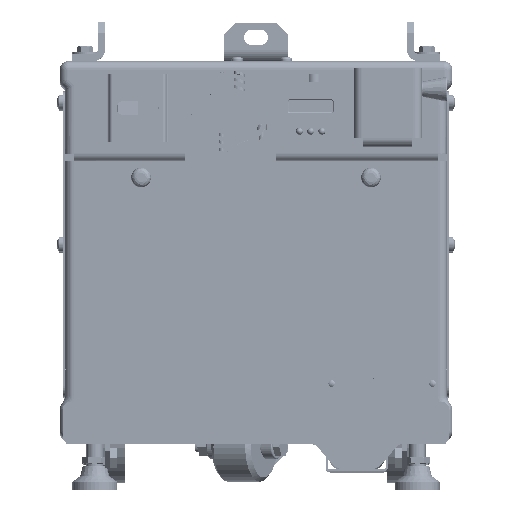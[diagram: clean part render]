
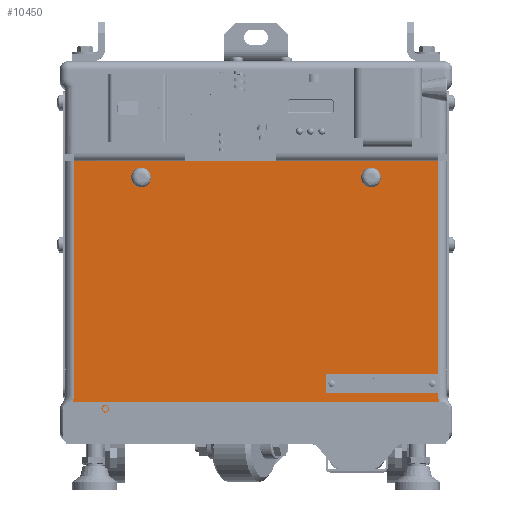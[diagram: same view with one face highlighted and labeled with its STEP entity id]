
A CAD part, top view. The second image highlights one B-rep face of the part: STEP entity #10450.
In plain terms, the highlighted planar face has unit normal (0, 0, 1).
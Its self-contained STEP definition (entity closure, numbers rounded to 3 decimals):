
#1838=DIRECTION('',(0.,1.,0.));
#1839=VECTOR('',#1838,168.196);
#1840=CARTESIAN_POINT('',(130.,30.804,295.));
#1841=LINE('',#1840,#1839);
#1851=CARTESIAN_POINT('',(82.,187.,295.));
#1852=DIRECTION('',(0.,0.,1.));
#1853=DIRECTION('',(0.,1.,0.));
#1854=AXIS2_PLACEMENT_3D('',#1851,#1852,#1853);
#1856=CARTESIAN_POINT('',(82.,187.,295.));
#1857=DIRECTION('',(0.,0.,1.));
#1858=DIRECTION('',(0.,-1.,0.));
#1859=AXIS2_PLACEMENT_3D('',#1856,#1857,#1858);
#1861=CARTESIAN_POINT('',(-82.,187.,295.));
#1862=DIRECTION('',(0.,0.,-1.));
#1863=DIRECTION('',(0.,1.,0.));
#1864=AXIS2_PLACEMENT_3D('',#1861,#1862,#1863);
#1866=CARTESIAN_POINT('',(-82.,187.,295.));
#1867=DIRECTION('',(0.,0.,-1.));
#1868=DIRECTION('',(0.,-1.,0.));
#1869=AXIS2_PLACEMENT_3D('',#1866,#1867,#1868);
#1871=CARTESIAN_POINT('',(54.,40.,295.));
#1872=DIRECTION('',(0.,0.,-1.));
#1873=DIRECTION('',(-1.,0.,0.));
#1874=AXIS2_PLACEMENT_3D('',#1871,#1872,#1873);
#1876=CARTESIAN_POINT('',(54.,40.,295.));
#1877=DIRECTION('',(0.,0.,-1.));
#1878=DIRECTION('',(1.,0.,0.));
#1879=AXIS2_PLACEMENT_3D('',#1876,#1877,#1878);
#1881=CARTESIAN_POINT('',(126.,40.,295.));
#1882=DIRECTION('',(0.,0.,-1.));
#1883=DIRECTION('',(-1.,0.,0.));
#1884=AXIS2_PLACEMENT_3D('',#1881,#1882,#1883);
#1886=CARTESIAN_POINT('',(126.,40.,295.));
#1887=DIRECTION('',(0.,0.,-1.));
#1888=DIRECTION('',(1.,0.,0.));
#1889=AXIS2_PLACEMENT_3D('',#1886,#1887,#1888);
#1891=CARTESIAN_POINT('',(-107.5,22.,295.));
#1892=DIRECTION('',(0.,0.,1.));
#1893=DIRECTION('',(1.,0.,0.));
#1894=AXIS2_PLACEMENT_3D('',#1891,#1892,#1893);
#1896=CARTESIAN_POINT('',(-107.5,22.,295.));
#1897=DIRECTION('',(0.,0.,1.));
#1898=DIRECTION('',(-1.,0.,0.));
#1899=AXIS2_PLACEMENT_3D('',#1896,#1897,#1898);
#1901=CARTESIAN_POINT('',(139.,30.804,295.));
#1902=DIRECTION('',(0.,0.,-1.));
#1903=DIRECTION('',(-0.866,-0.5,0.));
#1904=AXIS2_PLACEMENT_3D('',#1901,#1902,#1903);
#1906=DIRECTION('',(-0.5,0.866,0.));
#1907=VECTOR('',#1906,5.588);
#1908=CARTESIAN_POINT('',(134.,21.464,295.));
#1909=LINE('',#1908,#1907);
#1910=DIRECTION('',(0.,1.,0.));
#1911=VECTOR('',#1910,15.464);
#1912=CARTESIAN_POINT('',(134.,6.,295.));
#1913=LINE('',#1912,#1911);
#1914=DIRECTION('',(-1.,0.,0.));
#1915=VECTOR('',#1914,98.);
#1916=CARTESIAN_POINT('',(49.,6.,295.));
#1917=LINE('',#1916,#1915);
#1918=DIRECTION('',(0.,-1.,0.));
#1919=VECTOR('',#1918,15.464);
#1920=CARTESIAN_POINT('',(-134.,21.464,295.));
#1921=LINE('',#1920,#1919);
#1922=DIRECTION('',(-0.5,-0.866,0.));
#1923=VECTOR('',#1922,5.588);
#1924=CARTESIAN_POINT('',(-131.206,26.304,295.));
#1925=LINE('',#1924,#1923);
#1926=CARTESIAN_POINT('',(-139.,30.804,295.));
#1927=DIRECTION('',(0.,0.,-1.));
#1928=DIRECTION('',(1.,0.,0.));
#1929=AXIS2_PLACEMENT_3D('',#1926,#1927,#1928);
#1931=DIRECTION('',(1.,0.,0.));
#1932=VECTOR('',#1931,260.);
#1933=CARTESIAN_POINT('',(-130.,199.,295.));
#1934=LINE('',#1933,#1932);
#2904=DIRECTION('',(1.,0.,0.));
#2905=VECTOR('',#2904,85.);
#2906=CARTESIAN_POINT('',(-134.,6.,295.));
#2907=LINE('',#2906,#2905);
#2967=DIRECTION('',(1.,0.,0.));
#2968=VECTOR('',#2967,85.);
#2969=CARTESIAN_POINT('',(49.,6.,295.));
#2970=LINE('',#2969,#2968);
#4645=DIRECTION('',(0.,-1.,0.));
#4646=VECTOR('',#4645,168.196);
#4647=CARTESIAN_POINT('',(-130.,199.,295.));
#4648=LINE('',#4647,#4646);
#6779=CARTESIAN_POINT('',(82.,192.25,295.));
#6781=VERTEX_POINT('',#6779);
#6906=CARTESIAN_POINT('',(52.7,40.,295.));
#6908=VERTEX_POINT('',#6906);
#6910=CARTESIAN_POINT('',(55.3,40.,295.));
#6912=VERTEX_POINT('',#6910);
#6914=CARTESIAN_POINT('',(124.7,40.,295.));
#6916=VERTEX_POINT('',#6914);
#6918=CARTESIAN_POINT('',(127.3,40.,295.));
#6920=VERTEX_POINT('',#6918);
#7036=CARTESIAN_POINT('',(82.,181.75,295.));
#7037=VERTEX_POINT('',#7036);
#7042=CARTESIAN_POINT('',(-82.,192.25,295.));
#7043=VERTEX_POINT('',#7042);
#7044=CARTESIAN_POINT('',(-82.,181.75,295.));
#7045=VERTEX_POINT('',#7044);
#7354=CARTESIAN_POINT('',(-105.5,22.,295.));
#7355=CARTESIAN_POINT('',(-109.5,22.,295.));
#7356=VERTEX_POINT('',#7354);
#7357=VERTEX_POINT('',#7355);
#7695=CARTESIAN_POINT('',(130.,199.,295.));
#7697=VERTEX_POINT('',#7695);
#7704=CARTESIAN_POINT('',(-130.,199.,295.));
#7706=VERTEX_POINT('',#7704);
#7725=CARTESIAN_POINT('',(-134.,21.464,295.));
#7726=CARTESIAN_POINT('',(-134.,6.,295.));
#7727=VERTEX_POINT('',#7725);
#7728=VERTEX_POINT('',#7726);
#7731=CARTESIAN_POINT('',(-131.206,26.304,295.));
#7732=VERTEX_POINT('',#7731);
#7743=CARTESIAN_POINT('',(134.,6.,295.));
#7744=CARTESIAN_POINT('',(134.,21.464,295.));
#7745=VERTEX_POINT('',#7743);
#7746=VERTEX_POINT('',#7744);
#7753=CARTESIAN_POINT('',(131.206,26.304,295.));
#7754=VERTEX_POINT('',#7753);
#7761=CARTESIAN_POINT('',(49.,6.,295.));
#7762=CARTESIAN_POINT('',(-49.,6.,295.));
#7763=VERTEX_POINT('',#7761);
#7764=VERTEX_POINT('',#7762);
#7767=CARTESIAN_POINT('',(130.,30.804,295.));
#7768=VERTEX_POINT('',#7767);
#7769=CARTESIAN_POINT('',(-130.,30.804,295.));
#7770=VERTEX_POINT('',#7769);
#10390=CARTESIAN_POINT('',(0.,0.,295.));
#10391=DIRECTION('',(0.,0.,1.));
#10392=DIRECTION('',(1.,0.,0.));
#10393=AXIS2_PLACEMENT_3D('',#10390,#10391,#10392);
#10394=PLANE('',#10393);
#10395=ORIENTED_EDGE('',*,*,#10374,.F.);
#10397=ORIENTED_EDGE('',*,*,#10396,.F.);
#10399=ORIENTED_EDGE('',*,*,#10398,.F.);
#10401=ORIENTED_EDGE('',*,*,#10400,.F.);
#10403=ORIENTED_EDGE('',*,*,#10402,.F.);
#10405=ORIENTED_EDGE('',*,*,#10404,.T.);
#10407=ORIENTED_EDGE('',*,*,#10406,.F.);
#10409=ORIENTED_EDGE('',*,*,#10408,.F.);
#10411=ORIENTED_EDGE('',*,*,#10410,.F.);
#10413=ORIENTED_EDGE('',*,*,#10412,.F.);
#10415=ORIENTED_EDGE('',*,*,#10414,.F.);
#10417=ORIENTED_EDGE('',*,*,#10416,.T.);
#10418=EDGE_LOOP('',(#10395,#10397,#10399,#10401,#10403,#10405,#10407,#10409,
#10411,#10413,#10415,#10417));
#10419=FACE_OUTER_BOUND('',#10418,.F.);
#10421=ORIENTED_EDGE('',*,*,#10420,.T.);
#10423=ORIENTED_EDGE('',*,*,#10422,.T.);
#10424=EDGE_LOOP('',(#10421,#10423));
#10425=FACE_BOUND('',#10424,.F.);
#10427=ORIENTED_EDGE('',*,*,#10426,.F.);
#10429=ORIENTED_EDGE('',*,*,#10428,.F.);
#10430=EDGE_LOOP('',(#10427,#10429));
#10431=FACE_BOUND('',#10430,.F.);
#10433=ORIENTED_EDGE('',*,*,#10432,.F.);
#10435=ORIENTED_EDGE('',*,*,#10434,.F.);
#10436=EDGE_LOOP('',(#10433,#10435));
#10437=FACE_BOUND('',#10436,.F.);
#10439=ORIENTED_EDGE('',*,*,#10438,.F.);
#10441=ORIENTED_EDGE('',*,*,#10440,.F.);
#10442=EDGE_LOOP('',(#10439,#10441));
#10443=FACE_BOUND('',#10442,.F.);
#10445=ORIENTED_EDGE('',*,*,#10444,.T.);
#10447=ORIENTED_EDGE('',*,*,#10446,.T.);
#10448=EDGE_LOOP('',(#10445,#10447));
#10449=FACE_BOUND('',#10448,.F.);
#10450=ADVANCED_FACE('',(#10419,#10425,#10431,#10437,#10443,#10449),#10394,.T.);
#1855=CIRCLE('',#1854,5.25);
#1860=CIRCLE('',#1859,5.25);
#1865=CIRCLE('',#1864,5.25);
#1870=CIRCLE('',#1869,5.25);
#1875=CIRCLE('',#1874,1.3);
#1880=CIRCLE('',#1879,1.3);
#1885=CIRCLE('',#1884,1.3);
#1890=CIRCLE('',#1889,1.3);
#1895=CIRCLE('',#1894,2.);
#1900=CIRCLE('',#1899,2.);
#1905=CIRCLE('',#1904,9.);
#1930=CIRCLE('',#1929,9.);
#10374=EDGE_CURVE('',#7768,#7697,#1841,.T.);
#10396=EDGE_CURVE('',#7754,#7768,#1905,.T.);
#10398=EDGE_CURVE('',#7746,#7754,#1909,.T.);
#10400=EDGE_CURVE('',#7745,#7746,#1913,.T.);
#10402=EDGE_CURVE('',#7763,#7745,#2970,.T.);
#10404=EDGE_CURVE('',#7763,#7764,#1917,.T.);
#10406=EDGE_CURVE('',#7728,#7764,#2907,.T.);
#10408=EDGE_CURVE('',#7727,#7728,#1921,.T.);
#10410=EDGE_CURVE('',#7732,#7727,#1925,.T.);
#10412=EDGE_CURVE('',#7770,#7732,#1930,.T.);
#10414=EDGE_CURVE('',#7706,#7770,#4648,.T.);
#10416=EDGE_CURVE('',#7706,#7697,#1934,.T.);
#10420=EDGE_CURVE('',#6781,#7037,#1855,.T.);
#10422=EDGE_CURVE('',#7037,#6781,#1860,.T.);
#10426=EDGE_CURVE('',#7043,#7045,#1865,.T.);
#10428=EDGE_CURVE('',#7045,#7043,#1870,.T.);
#10432=EDGE_CURVE('',#6908,#6912,#1875,.T.);
#10434=EDGE_CURVE('',#6912,#6908,#1880,.T.);
#10438=EDGE_CURVE('',#6916,#6920,#1885,.T.);
#10440=EDGE_CURVE('',#6920,#6916,#1890,.T.);
#10444=EDGE_CURVE('',#7356,#7357,#1895,.T.);
#10446=EDGE_CURVE('',#7357,#7356,#1900,.T.);
